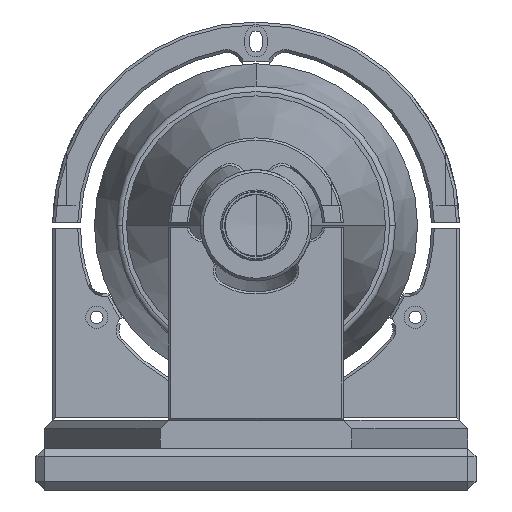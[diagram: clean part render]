
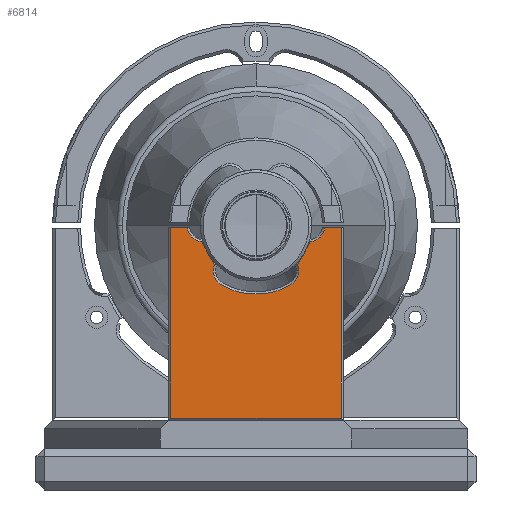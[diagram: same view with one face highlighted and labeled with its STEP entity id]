
A CAD part, left-side view. The second image highlights one B-rep face of the part: STEP entity #6814.
In plain terms, the highlighted planar face has unit normal (-1, 0, 0).
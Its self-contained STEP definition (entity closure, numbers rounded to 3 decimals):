
#120 = VERTEX_POINT ( 'NONE', #27842 ) ;
#831 = VERTEX_POINT ( 'NONE', #5461 ) ;
#1747 = DIRECTION ( 'NONE',  ( 1., 0., 0. ) ) ;
#1964 = CARTESIAN_POINT ( 'NONE',  ( -431., -30.6, 25.8 ) ) ;
#2046 = VECTOR ( 'NONE', #5230, 1000. ) ;
#2477 = ORIENTED_EDGE ( 'NONE', *, *, #32933, .T. ) ;
#2583 = VECTOR ( 'NONE', #17742, 1000. ) ;
#3197 = CARTESIAN_POINT ( 'NONE',  ( -431., -9.535, 78.681 ) ) ;
#3618 = CARTESIAN_POINT ( 'NONE',  ( -431., 65.904, 94.25 ) ) ;
#3641 = VERTEX_POINT ( 'NONE', #31748 ) ;
#4219 = CIRCLE ( 'NONE', #14428, 5.8 ) ;
#4329 = DIRECTION ( 'NONE',  ( 0., -1., 0. ) ) ;
#5010 = CARTESIAN_POINT ( 'NONE',  ( -431., -24.663, 94.25 ) ) ;
#5230 = DIRECTION ( 'NONE',  ( 0., 0.5, 0.866 ) ) ;
#5454 = CARTESIAN_POINT ( 'NONE',  ( -431., -14.87, 80.956 ) ) ;
#5461 = CARTESIAN_POINT ( 'NONE',  ( -431., 12.461, 73.673 ) ) ;
#5575 = CARTESIAN_POINT ( 'NONE',  ( -431., -19.598, 89.144 ) ) ;
#5975 = DIRECTION ( 'NONE',  ( 0., -1., 0. ) ) ;
#6381 = ORIENTED_EDGE ( 'NONE', *, *, #31228, .T. ) ;
#6644 = CARTESIAN_POINT ( 'NONE',  ( -431., 18.9, 94.902 ) ) ;
#6814 = ADVANCED_FACE ( 'NONE', ( #13229 ), #24646, .T. ) ;
#7233 = DIRECTION ( 'NONE',  ( 1., 0., 0. ) ) ;
#7598 = ORIENTED_EDGE ( 'NONE', *, *, #31585, .T. ) ;
#7868 = CARTESIAN_POINT ( 'NONE',  ( -431., -30.6, 94.25 ) ) ;
#8124 = ORIENTED_EDGE ( 'NONE', *, *, #27595, .F. ) ;
#8312 = VERTEX_POINT ( 'NONE', #18249 ) ;
#9324 = DIRECTION ( 'NONE',  ( 0., -1., 0. ) ) ;
#9817 = AXIS2_PLACEMENT_3D ( 'NONE', #11244, #29775, #13914 ) ;
#9911 = CARTESIAN_POINT ( 'NONE',  ( -431., -18.9, 94.902 ) ) ;
#10415 = DIRECTION ( 'NONE',  ( 0., 0., -1. ) ) ;
#11244 = CARTESIAN_POINT ( 'NONE',  ( -431., -9.535, 78.681 ) ) ;
#11270 = VERTEX_POINT ( 'NONE', #23723 ) ;
#12609 = DIRECTION ( 'NONE',  ( 0., -1., 0. ) ) ;
#12820 = VERTEX_POINT ( 'NONE', #5454 ) ;
#12891 = CIRCLE ( 'NONE', #9817, 5.8 ) ;
#12955 = ORIENTED_EDGE ( 'NONE', *, *, #31381, .T. ) ;
#13229 = FACE_OUTER_BOUND ( 'NONE', #32179, .T. ) ;
#13324 = VECTOR ( 'NONE', #28960, 1000. ) ;
#13568 = AXIS2_PLACEMENT_3D ( 'NONE', #6644, #25147, #9324 ) ;
#13914 = DIRECTION ( 'NONE',  ( 0., -1., 0. ) ) ;
#14428 = AXIS2_PLACEMENT_3D ( 'NONE', #17791, #1747, #20441 ) ;
#15071 = AXIS2_PLACEMENT_3D ( 'NONE', #23057, #7233, #25722 ) ;
#15443 = LINE ( 'NONE', #3618, #21639 ) ;
#16371 = ORIENTED_EDGE ( 'NONE', *, *, #32760, .T. ) ;
#16515 = CIRCLE ( 'NONE', #27235, 5.8 ) ;
#16655 = VECTOR ( 'NONE', #10415, 1000. ) ;
#16805 = ORIENTED_EDGE ( 'NONE', *, *, #32810, .T. ) ;
#16829 = VECTOR ( 'NONE', #4329, 1000. ) ;
#17647 = LINE ( 'NONE', #25603, #16829 ) ;
#17722 = CARTESIAN_POINT ( 'NONE',  ( -431., 65.904, 94.25 ) ) ;
#17742 = DIRECTION ( 'NONE',  ( 0., 0., 1. ) ) ;
#17791 = CARTESIAN_POINT ( 'NONE',  ( -431., 9.535, 78.681 ) ) ;
#17889 = VERTEX_POINT ( 'NONE', #1964 ) ;
#17967 = LINE ( 'NONE', #31659, #2046 ) ;
#18249 = CARTESIAN_POINT ( 'NONE',  ( -431., 14.87, 80.956 ) ) ;
#18409 = LINE ( 'NONE', #17722, #31637 ) ;
#19303 = ORIENTED_EDGE ( 'NONE', *, *, #24585, .T. ) ;
#20441 = DIRECTION ( 'NONE',  ( 0., -1., 0. ) ) ;
#20676 = CIRCLE ( 'NONE', #31170, 5.8 ) ;
#20966 = CARTESIAN_POINT ( 'NONE',  ( -431., 30.6, 25. ) ) ;
#21639 = VECTOR ( 'NONE', #24893, 1000. ) ;
#21830 = DIRECTION ( 'NONE',  ( 1., 0., 0. ) ) ;
#22156 = ORIENTED_EDGE ( 'NONE', *, *, #26294, .T. ) ;
#22327 = DIRECTION ( 'NONE',  ( 0., -1., 0. ) ) ;
#22347 = DIRECTION ( 'NONE',  ( -1., 0., 0. ) ) ;
#22360 = CARTESIAN_POINT ( 'NONE',  ( -431., 0., 95. ) ) ;
#22842 = CARTESIAN_POINT ( 'NONE',  ( -431., 24.663, 94.25 ) ) ;
#23022 = DIRECTION ( 'NONE',  ( 0., -1., 0. ) ) ;
#23057 = CARTESIAN_POINT ( 'NONE',  ( -431., 0., 95. ) ) ;
#23170 = VERTEX_POINT ( 'NONE', #33877 ) ;
#23212 = VERTEX_POINT ( 'NONE', #5010 ) ;
#23652 = LINE ( 'NONE', #20966, #16655 ) ;
#23723 = CARTESIAN_POINT ( 'NONE',  ( -431., 30.6, 25.8 ) ) ;
#23839 = CARTESIAN_POINT ( 'NONE',  ( -431., -17.234, 85.05 ) ) ;
#24113 = ORIENTED_EDGE ( 'NONE', *, *, #32521, .F. ) ;
#24585 = EDGE_CURVE ( 'NONE', #12820, #120, #20676, .T. ) ;
#24646 = PLANE ( 'NONE',  #32169 ) ;
#24828 = VERTEX_POINT ( 'NONE', #22842 ) ;
#24893 = DIRECTION ( 'NONE',  ( 0., -1., 0. ) ) ;
#24958 = CIRCLE ( 'NONE', #13568, 5.8 ) ;
#25147 = DIRECTION ( 'NONE',  ( 1., 0., 0. ) ) ;
#25603 = CARTESIAN_POINT ( 'NONE',  ( -431., 0., 25.8 ) ) ;
#25722 = DIRECTION ( 'NONE',  ( 0., -1., 0. ) ) ;
#26235 = ORIENTED_EDGE ( 'NONE', *, *, #30974, .T. ) ;
#26294 = EDGE_CURVE ( 'NONE', #23212, #26555, #16515, .T. ) ;
#26555 = VERTEX_POINT ( 'NONE', #5575 ) ;
#27146 = EDGE_CURVE ( 'NONE', #11270, #17889, #17647, .T. ) ;
#27151 = EDGE_CURVE ( 'NONE', #17889, #34015, #30876, .T. ) ;
#27235 = AXIS2_PLACEMENT_3D ( 'NONE', #9911, #28426, #12609 ) ;
#27595 = EDGE_CURVE ( 'NONE', #23212, #34015, #18409, .T. ) ;
#27842 = CARTESIAN_POINT ( 'NONE',  ( -431., -15.335, 78.681 ) ) ;
#28256 = CARTESIAN_POINT ( 'NONE',  ( -431., -30.6, 95. ) ) ;
#28426 = DIRECTION ( 'NONE',  ( 1., 0., 0. ) ) ;
#28960 = DIRECTION ( 'NONE',  ( 0., 0.5, -0.866 ) ) ;
#29775 = DIRECTION ( 'NONE',  ( 1., 0., 0. ) ) ;
#30444 = ORIENTED_EDGE ( 'NONE', *, *, #27146, .T. ) ;
#30701 = CARTESIAN_POINT ( 'NONE',  ( -431., -12.461, 73.673 ) ) ;
#30876 = LINE ( 'NONE', #28256, #2583 ) ;
#30974 = EDGE_CURVE ( 'NONE', #31663, #831, #33335, .T. ) ;
#31170 = AXIS2_PLACEMENT_3D ( 'NONE', #3197, #21830, #5975 ) ;
#31228 = EDGE_CURVE ( 'NONE', #831, #8312, #4219, .T. ) ;
#31244 = ORIENTED_EDGE ( 'NONE', *, *, #27151, .T. ) ;
#31381 = EDGE_CURVE ( 'NONE', #8312, #23170, #17967, .T. ) ;
#31585 = EDGE_CURVE ( 'NONE', #23170, #24828, #24958, .T. ) ;
#31637 = VECTOR ( 'NONE', #23022, 1000. ) ;
#31659 = CARTESIAN_POINT ( 'NONE',  ( -431., 17.234, 85.05 ) ) ;
#31663 = VERTEX_POINT ( 'NONE', #30701 ) ;
#31748 = CARTESIAN_POINT ( 'NONE',  ( -431., 30.6, 94.25 ) ) ;
#32169 = AXIS2_PLACEMENT_3D ( 'NONE', #22360, #22347, #22327 ) ;
#32179 = EDGE_LOOP ( 'NONE', ( #16371, #30444, #31244, #8124, #22156, #16805, #19303, #2477, #26235, #6381, #12955, #7598, #24113 ) ) ;
#32521 = EDGE_CURVE ( 'NONE', #3641, #24828, #15443, .T. ) ;
#32760 = EDGE_CURVE ( 'NONE', #3641, #11270, #23652, .T. ) ;
#32810 = EDGE_CURVE ( 'NONE', #26555, #12820, #33590, .T. ) ;
#32933 = EDGE_CURVE ( 'NONE', #120, #31663, #12891, .T. ) ;
#33335 = CIRCLE ( 'NONE', #15071, 24.7 ) ;
#33590 = LINE ( 'NONE', #23839, #13324 ) ;
#33877 = CARTESIAN_POINT ( 'NONE',  ( -431., 19.598, 89.144 ) ) ;
#34015 = VERTEX_POINT ( 'NONE', #7868 ) ;
